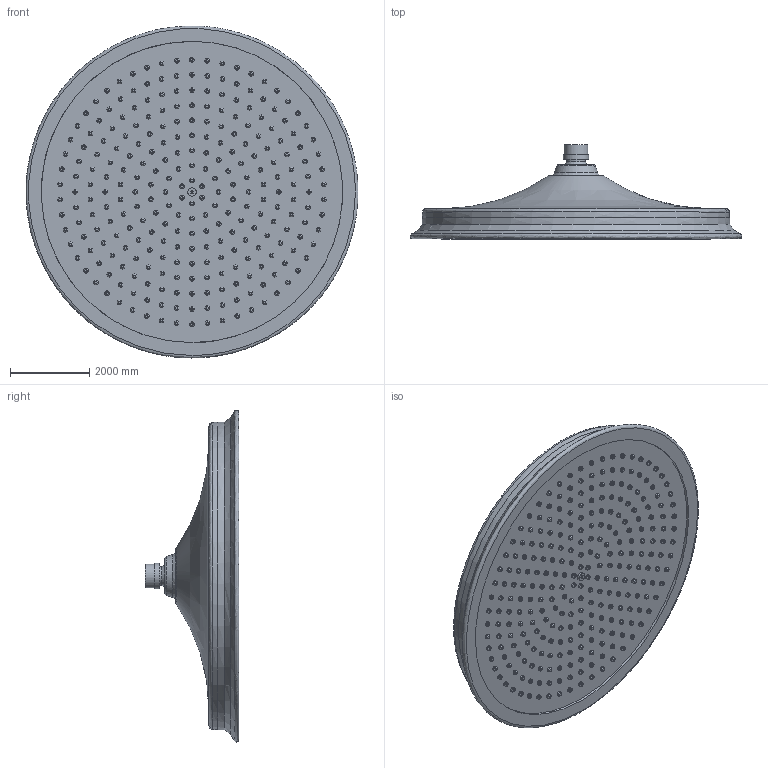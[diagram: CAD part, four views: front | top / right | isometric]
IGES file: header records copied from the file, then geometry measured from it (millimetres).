
Global section: file name: V60_12_showerhead; native system: AutoCAD 2016 - English; preprocessor: Autodesk Translation Framework DWG producer (atf_dwg_producer); organization: unknown; date: 20180201.183415; units: inch
Bounding box: 8393.6 x 2375.41 x 8394.46 mm (x, y, z)
Volume: 42613087960.5 mm3; surface area: 139051719.7 mm2
Topology: 272 solids, 272 shells, 1128 faces, 2566 edges, 1984 vertices
Faces by surface type: bspline 1128
